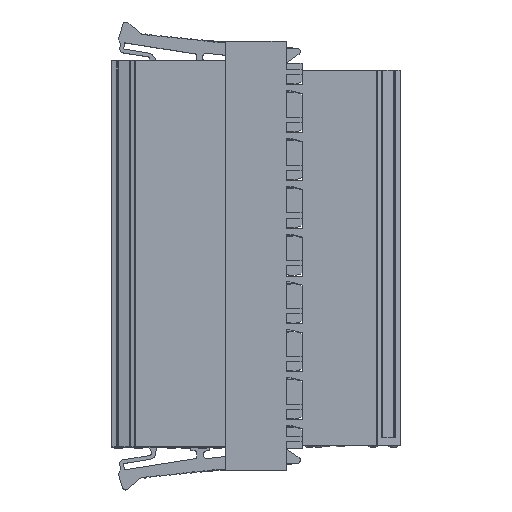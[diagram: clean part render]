
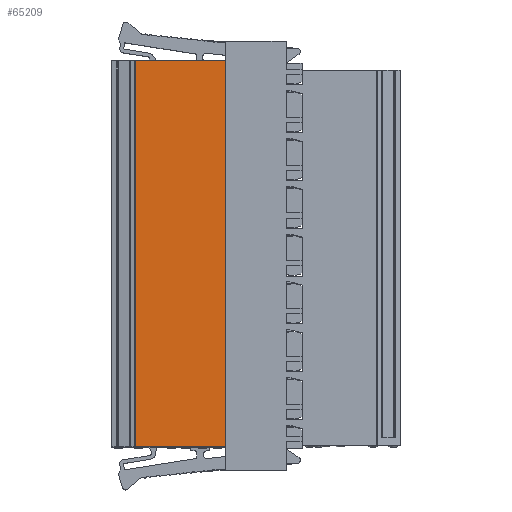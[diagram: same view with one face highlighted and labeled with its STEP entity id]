
A CAD part, top view. The second image highlights one B-rep face of the part: STEP entity #65209.
In plain terms, the highlighted planar face has unit normal (0, 0, 1).
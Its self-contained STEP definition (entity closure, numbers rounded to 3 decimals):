
#15094=ORIENTED_EDGE('',*,*,#22930,.T.);
#15095=ORIENTED_EDGE('',*,*,#23250,.F.);
#15096=ORIENTED_EDGE('',*,*,#23251,.F.);
#15097=ORIENTED_EDGE('',*,*,#23252,.T.);
#22930=EDGE_CURVE('',#27885,#27886,#32931,.T.);
#23250=EDGE_CURVE('',#28073,#27886,#33179,.T.);
#23251=EDGE_CURVE('',#28074,#28073,#33180,.T.);
#23252=EDGE_CURVE('',#28074,#27885,#33181,.T.);
#27885=VERTEX_POINT('',#98775);
#27886=VERTEX_POINT('',#98776);
#28073=VERTEX_POINT('',#99545);
#28074=VERTEX_POINT('',#99547);
#32931=LINE('',#98774,#38085);
#33179=LINE('',#99544,#38333);
#33180=LINE('',#99546,#38334);
#33181=LINE('',#99548,#38335);
#38085=VECTOR('',#79760,1000.);
#38333=VECTOR('',#80348,1000.);
#38334=VECTOR('',#80349,1000.);
#38335=VECTOR('',#80350,1000.);
#40991=EDGE_LOOP('',(#15094,#15095,#15096,#15097));
#43726=FACE_BOUND('',#40991,.T.);
#45562=PLANE('',#68718);
#65209=ADVANCED_FACE('',(#43726),#45562,.T.);
#68718=AXIS2_PLACEMENT_3D('',#99543,#80346,#80347);
#79760=DIRECTION('',(0.,-1.,0.));
#80346=DIRECTION('',(0.,0.,1.));
#80347=DIRECTION('',(1.,0.,0.));
#80348=DIRECTION('',(-1.,0.,0.));
#80349=DIRECTION('',(0.,-1.,0.));
#80350=DIRECTION('',(-1.,0.,0.));
#98774=CARTESIAN_POINT('',(-9.39,59.08,0.));
#98775=CARTESIAN_POINT('',(-9.39,59.08,0.));
#98776=CARTESIAN_POINT('',(-9.39,-1.5,0.));
#99543=CARTESIAN_POINT('',(4.775,59.08,0.));
#99544=CARTESIAN_POINT('',(4.775,-1.5,0.));
#99545=CARTESIAN_POINT('',(4.775,-1.5,0.));
#99546=CARTESIAN_POINT('',(4.775,59.08,0.));
#99547=CARTESIAN_POINT('',(4.775,59.08,0.));
#99548=CARTESIAN_POINT('',(4.775,59.08,0.));
